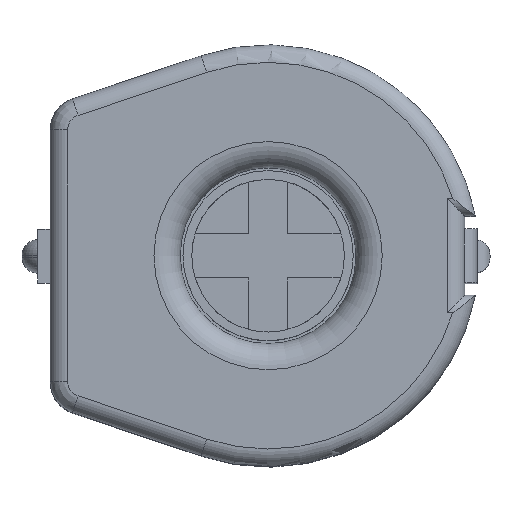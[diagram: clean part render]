
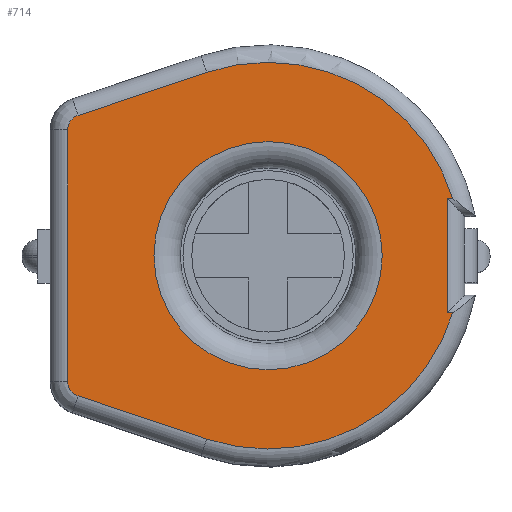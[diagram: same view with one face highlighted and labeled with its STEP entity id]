
A CAD part, top view. The second image highlights one B-rep face of the part: STEP entity #714.
In plain terms, the highlighted planar face has unit normal (0, 0, 1).
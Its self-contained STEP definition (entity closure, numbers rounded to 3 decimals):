
#714 = ADVANCED_FACE('',(#715,#801),#812,.T.);
#715 = FACE_BOUND('',#716,.T.);
#716 = EDGE_LOOP('',(#717,#727,#735,#743,#752,#760,#769,#777,#786,#794)
  );
#717 = ORIENTED_EDGE('',*,*,#718,.T.);
#718 = EDGE_CURVE('',#719,#721,#723,.T.);
#719 = VERTEX_POINT('',#720);
#720 = CARTESIAN_POINT('',(5.469,-0.826,4.978));
#721 = VERTEX_POINT('',#722);
#722 = CARTESIAN_POINT('',(5.387,-0.826,4.978));
#723 = LINE('',#724,#725);
#724 = CARTESIAN_POINT('',(2.8,-0.826,4.978));
#725 = VECTOR('',#726,1.);
#726 = DIRECTION('',(-1.,0.,0.));
#727 = ORIENTED_EDGE('',*,*,#728,.T.);
#728 = EDGE_CURVE('',#721,#729,#731,.T.);
#729 = VERTEX_POINT('',#730);
#730 = CARTESIAN_POINT('',(5.387,0.826,4.978));
#731 = LINE('',#732,#733);
#732 = CARTESIAN_POINT('',(5.387,0.,4.978));
#733 = VECTOR('',#734,1.);
#734 = DIRECTION('',(0.,1.,0.));
#735 = ORIENTED_EDGE('',*,*,#736,.T.);
#736 = EDGE_CURVE('',#729,#737,#739,.T.);
#737 = VERTEX_POINT('',#738);
#738 = CARTESIAN_POINT('',(5.469,0.826,4.978));
#739 = LINE('',#740,#741);
#740 = CARTESIAN_POINT('',(2.8,0.826,4.978));
#741 = VECTOR('',#742,1.);
#742 = DIRECTION('',(1.,0.,0.));
#743 = ORIENTED_EDGE('',*,*,#744,.T.);
#744 = EDGE_CURVE('',#737,#745,#747,.T.);
#745 = VERTEX_POINT('',#746);
#746 = CARTESIAN_POINT('',(1.912,2.649,4.978));
#747 = CIRCLE('',#748,2.794);
#748 = AXIS2_PLACEMENT_3D('',#749,#750,#751);
#749 = CARTESIAN_POINT('',(2.8,0.,4.978));
#750 = DIRECTION('',(0.,0.,1.));
#751 = DIRECTION('',(0.,-1.,0.));
#752 = ORIENTED_EDGE('',*,*,#753,.T.);
#753 = EDGE_CURVE('',#745,#754,#756,.T.);
#754 = VERTEX_POINT('',#755);
#755 = CARTESIAN_POINT('',(0.054,2.026,4.978));
#756 = LINE('',#757,#758);
#757 = CARTESIAN_POINT('',(1.912,2.649,4.978));
#758 = VECTOR('',#759,1.);
#759 = DIRECTION('',(-0.948,-0.318,0.));
#760 = ORIENTED_EDGE('',*,*,#761,.T.);
#761 = EDGE_CURVE('',#754,#762,#764,.T.);
#762 = VERTEX_POINT('',#763);
#763 = CARTESIAN_POINT('',(-0.096,1.818,4.978));
#764 = CIRCLE('',#765,0.22);
#765 = AXIS2_PLACEMENT_3D('',#766,#767,#768);
#766 = CARTESIAN_POINT('',(0.124,1.818,4.978));
#767 = DIRECTION('',(0.,0.,1.));
#768 = DIRECTION('',(0.,-1.,0.));
#769 = ORIENTED_EDGE('',*,*,#770,.T.);
#770 = EDGE_CURVE('',#762,#771,#773,.T.);
#771 = VERTEX_POINT('',#772);
#772 = CARTESIAN_POINT('',(-0.096,-1.818,4.978));
#773 = LINE('',#774,#775);
#774 = CARTESIAN_POINT('',(-0.096,0.,4.978));
#775 = VECTOR('',#776,1.);
#776 = DIRECTION('',(0.,-1.,0.));
#777 = ORIENTED_EDGE('',*,*,#778,.T.);
#778 = EDGE_CURVE('',#771,#779,#781,.T.);
#779 = VERTEX_POINT('',#780);
#780 = CARTESIAN_POINT('',(0.054,-2.026,4.978));
#781 = CIRCLE('',#782,0.22);
#782 = AXIS2_PLACEMENT_3D('',#783,#784,#785);
#783 = CARTESIAN_POINT('',(0.124,-1.818,4.978));
#784 = DIRECTION('',(0.,0.,1.));
#785 = DIRECTION('',(0.,-1.,0.));
#786 = ORIENTED_EDGE('',*,*,#787,.T.);
#787 = EDGE_CURVE('',#779,#788,#790,.T.);
#788 = VERTEX_POINT('',#789);
#789 = CARTESIAN_POINT('',(1.912,-2.649,4.978));
#790 = LINE('',#791,#792);
#791 = CARTESIAN_POINT('',(1.912,-2.649,4.978));
#792 = VECTOR('',#793,1.);
#793 = DIRECTION('',(0.948,-0.318,0.));
#794 = ORIENTED_EDGE('',*,*,#795,.T.);
#795 = EDGE_CURVE('',#788,#719,#796,.T.);
#796 = CIRCLE('',#797,2.794);
#797 = AXIS2_PLACEMENT_3D('',#798,#799,#800);
#798 = CARTESIAN_POINT('',(2.8,0.,4.978));
#799 = DIRECTION('',(0.,0.,1.));
#800 = DIRECTION('',(0.,-1.,0.));
#801 = FACE_BOUND('',#802,.T.);
#802 = EDGE_LOOP('',(#803));
#803 = ORIENTED_EDGE('',*,*,#804,.F.);
#804 = EDGE_CURVE('',#805,#805,#807,.T.);
#805 = VERTEX_POINT('',#806);
#806 = CARTESIAN_POINT('',(2.8,-1.649,4.978));
#807 = CIRCLE('',#808,1.649);
#808 = AXIS2_PLACEMENT_3D('',#809,#810,#811);
#809 = CARTESIAN_POINT('',(2.8,0.,4.978));
#810 = DIRECTION('',(0.,0.,1.));
#811 = DIRECTION('',(0.,-1.,0.));
#812 = PLANE('',#813);
#813 = AXIS2_PLACEMENT_3D('',#814,#815,#816);
#814 = CARTESIAN_POINT('',(2.8,0.,4.978));
#815 = DIRECTION('',(0.,0.,1.));
#816 = DIRECTION('',(0.,-1.,0.));
